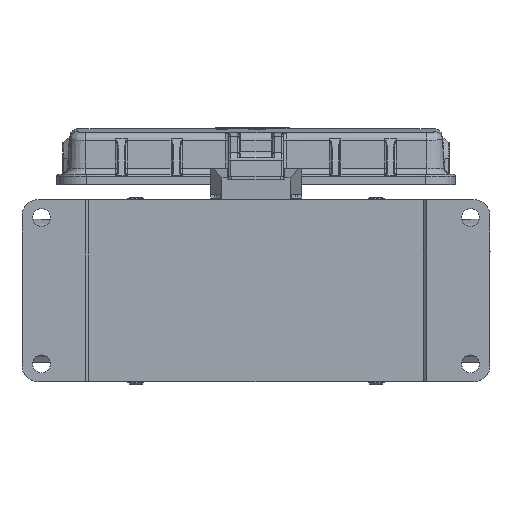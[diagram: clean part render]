
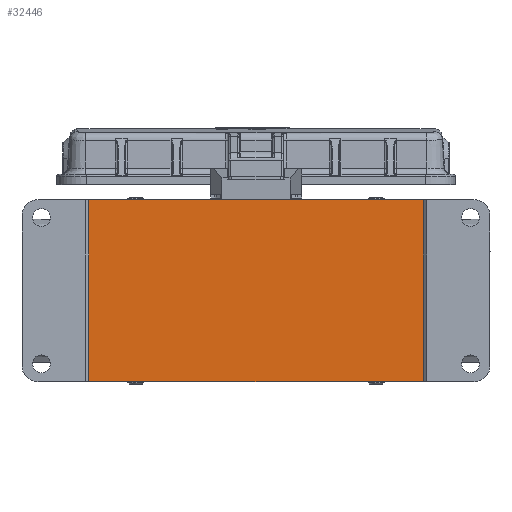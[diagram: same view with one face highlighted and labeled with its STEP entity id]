
A CAD part, front view. The second image highlights one B-rep face of the part: STEP entity #32446.
In plain terms, the highlighted planar face has unit normal (0, -1, 0).
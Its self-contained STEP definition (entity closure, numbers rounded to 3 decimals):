
#4691 = CARTESIAN_POINT ( 'NONE',  ( -51.5, -22.995, 28. ) ) ;
#4703 = CARTESIAN_POINT ( 'NONE',  ( 51.5, -22.995, -28. ) ) ;
#4710 = CARTESIAN_POINT ( 'NONE',  ( 51.5, -22.995, 28. ) ) ;
#4711 = CARTESIAN_POINT ( 'NONE',  ( -51.5, -22.995, -28. ) ) ;
#7100 = PLANE ( 'NONE',  #46157 ) ;
#7101 = CARTESIAN_POINT ( 'NONE',  ( 51.5, -22.995, 33.6 ) ) ;
#7102 = DIRECTION ( 'NONE',  ( 0., 1., 0. ) ) ;
#7103 = DIRECTION ( 'NONE',  ( 0., 0., 1. ) ) ;
#15343 = EDGE_LOOP ( 'NONE', ( #47350, #47352, #47351, #47353 ) ) ;
#19184 = EDGE_CURVE ( 'NONE', #24840, #24847, #41180, .T. ) ;
#19185 = EDGE_CURVE ( 'NONE', #24840, #24848, #41183, .T. ) ;
#19186 = EDGE_CURVE ( 'NONE', #24828, #24847, #41186, .T. ) ;
#19187 = EDGE_CURVE ( 'NONE', #24828, #24848, #41189, .T. ) ;
#24828 = VERTEX_POINT ( 'NONE', #4691 ) ;
#24840 = VERTEX_POINT ( 'NONE', #4703 ) ;
#24847 = VERTEX_POINT ( 'NONE', #4710 ) ;
#24848 = VERTEX_POINT ( 'NONE', #4711 ) ;
#31854 = VECTOR ( 'NONE', #41182, 1000. ) ;
#31855 = VECTOR ( 'NONE', #41185, 1000. ) ;
#31856 = VECTOR ( 'NONE', #41188, 1000. ) ;
#31857 = VECTOR ( 'NONE', #41191, 1000. ) ;
#32446 = ADVANCED_FACE ( 'NONE', ( #46156 ), #7100, .F. ) ;
#41180 = LINE ( 'NONE', #41181, #31854 ) ;
#41181 = CARTESIAN_POINT ( 'NONE',  ( 51.5, -22.995, 33.6 ) ) ;
#41182 = DIRECTION ( 'NONE',  ( 0., 0., 1. ) ) ;
#41183 = LINE ( 'NONE', #41184, #31855 ) ;
#41184 = CARTESIAN_POINT ( 'NONE',  ( 72., -22.995, -28. ) ) ;
#41185 = DIRECTION ( 'NONE',  ( -1., 0., 0. ) ) ;
#41186 = LINE ( 'NONE', #41187, #31856 ) ;
#41187 = CARTESIAN_POINT ( 'NONE',  ( -72., -22.995, 28. ) ) ;
#41188 = DIRECTION ( 'NONE',  ( 1., 0., 0. ) ) ;
#41189 = LINE ( 'NONE', #41190, #31857 ) ;
#41190 = CARTESIAN_POINT ( 'NONE',  ( -51.5, -22.995, 33.6 ) ) ;
#41191 = DIRECTION ( 'NONE',  ( 0., 0., -1. ) ) ;
#46156 = FACE_OUTER_BOUND ( 'NONE', #15343, .T. ) ;
#46157 = AXIS2_PLACEMENT_3D ( 'NONE', #7101, #7102, #7103 ) ;
#47350 = ORIENTED_EDGE ( 'NONE', *, *, #19185, .F. ) ;
#47351 = ORIENTED_EDGE ( 'NONE', *, *, #19186, .F. ) ;
#47352 = ORIENTED_EDGE ( 'NONE', *, *, #19184, .T. ) ;
#47353 = ORIENTED_EDGE ( 'NONE', *, *, #19187, .T. ) ;
